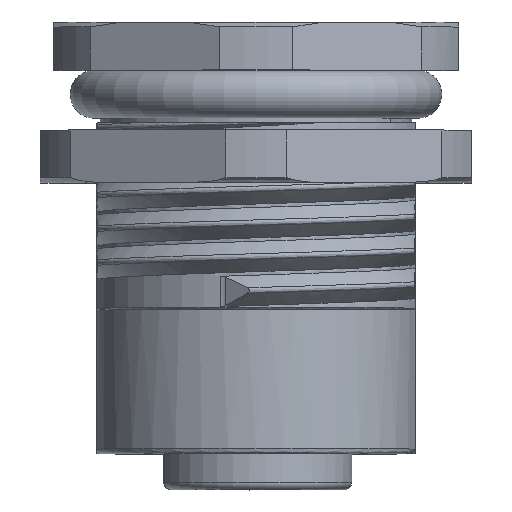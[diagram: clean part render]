
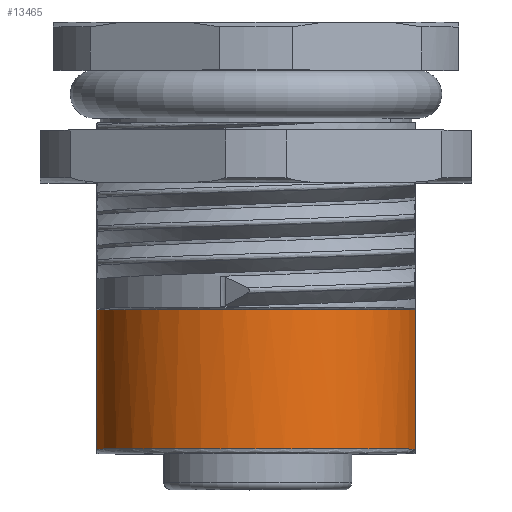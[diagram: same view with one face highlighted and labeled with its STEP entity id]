
A CAD part, top view. The second image highlights one B-rep face of the part: STEP entity #13465.
In plain terms, the highlighted cylindrical face has radius 6.75 mm (diameter 13.5 mm), a partial arc.
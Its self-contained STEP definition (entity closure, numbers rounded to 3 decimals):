
#1899=CARTESIAN_POINT('',(6.639,-10.,1.217));
#1900=CARTESIAN_POINT('',(6.602,-10.,1.422));
#1901=CARTESIAN_POINT('',(6.508,-10.,1.829));
#1902=CARTESIAN_POINT('',(6.311,-10.,2.422));
#1903=CARTESIAN_POINT('',(6.059,-10.,2.996));
#1904=CARTESIAN_POINT('',(5.756,-10.,3.544));
#1905=CARTESIAN_POINT('',(5.404,-10.,4.061));
#1906=CARTESIAN_POINT('',(5.005,-10.,4.544));
#1907=CARTESIAN_POINT('',(4.563,-10.,4.987));
#1908=CARTESIAN_POINT('',(4.082,-10.,5.388));
#1909=CARTESIAN_POINT('',(3.567,-10.,5.742));
#1910=CARTESIAN_POINT('',(3.02,-10.,6.047));
#1911=CARTESIAN_POINT('',(2.448,-10.,6.301));
#1912=CARTESIAN_POINT('',(1.855,-10.,6.5));
#1913=CARTESIAN_POINT('',(1.245,-10.,6.644));
#1914=CARTESIAN_POINT('',(0.625,-10.,
6.731));
#1915=CARTESIAN_POINT('',(0.,-10.,
6.76));
#1916=CARTESIAN_POINT('',(-0.625,-10.,
6.731));
#1917=CARTESIAN_POINT('',(-1.245,-10.,
6.644));
#1918=CARTESIAN_POINT('',(-1.855,-10.,
6.5));
#1919=CARTESIAN_POINT('',(-2.448,-10.,
6.301));
#1920=CARTESIAN_POINT('',(-3.02,-10.,
6.047));
#1921=CARTESIAN_POINT('',(-3.567,-10.,
5.742));
#1922=CARTESIAN_POINT('',(-4.082,-10.,
5.388));
#1923=CARTESIAN_POINT('',(-4.563,-10.,
4.987));
#1924=CARTESIAN_POINT('',(-5.005,-10.,
4.544));
#1925=CARTESIAN_POINT('',(-5.404,-10.,
4.061));
#1926=CARTESIAN_POINT('',(-5.756,-10.,
3.544));
#1927=CARTESIAN_POINT('',(-6.059,-10.,
2.996));
#1928=CARTESIAN_POINT('',(-6.311,-10.,
2.422));
#1929=CARTESIAN_POINT('',(-6.508,-10.,
1.829));
#1930=CARTESIAN_POINT('',(-6.602,-10.,
1.422));
#1931=CARTESIAN_POINT('',(-6.639,-10.,1.217));
#1933=CARTESIAN_POINT('',(0.,-15.8,0.));
#1934=DIRECTION('',(0.,-1.,0.));
#1935=DIRECTION('',(0.984,0.,0.18));
#1936=AXIS2_PLACEMENT_3D('',#1933,#1934,#1935);
#1938=DIRECTION('',(0.,-1.,0.));
#1939=VECTOR('',#1938,5.8);
#1940=CARTESIAN_POINT('',(-6.639,-10.,
1.217));
#1941=LINE('',#1940,#1939);
#1942=DIRECTION('',(0.,-1.,0.));
#1943=VECTOR('',#1942,5.8);
#1944=CARTESIAN_POINT('',(6.639,-10.,1.217));
#1945=LINE('',#1944,#1943);
#9523=VERTEX_POINT('',#1899);
#9524=VERTEX_POINT('',#1931);
#9630=CARTESIAN_POINT('',(6.639,-15.8,1.217));
#9631=CARTESIAN_POINT('',(-6.639,-15.8,1.217));
#9632=VERTEX_POINT('',#9630);
#9633=VERTEX_POINT('',#9631);
#13453=CARTESIAN_POINT('',(0.,-10.,0.));
#13454=DIRECTION('',(0.,-1.,0.));
#13455=DIRECTION('',(0.866,0.,0.5));
#13456=AXIS2_PLACEMENT_3D('',#13453,#13454,#13455);
#13457=CYLINDRICAL_SURFACE('',#13456,6.75);
#13459=ORIENTED_EDGE('',*,*,#13458,.T.);
#13460=ORIENTED_EDGE('',*,*,#12394,.F.);
#13461=ORIENTED_EDGE('',*,*,#13447,.F.);
#13462=ORIENTED_EDGE('',*,*,#12224,.T.);
#13463=EDGE_LOOP('',(#13459,#13460,#13461,#13462));
#13464=FACE_OUTER_BOUND('',#13463,.F.);
#1932=B_SPLINE_CURVE_WITH_KNOTS('',3,(#1899,#1900,#1901,#1902,#1903,#1904,#1905,
#1906,#1907,#1908,#1909,#1910,#1911,#1912,#1913,#1914,#1915,#1916,#1917,#1918,
#1919,#1920,#1921,#1922,#1923,#1924,#1925,#1926,#1927,#1928,#1929,#1930,#1931),
.UNSPECIFIED.,.F.,.F.,(4,1,1,1,1,1,1,1,1,1,1,1,1,1,1,1,1,1,1,1,1,1,1,1,1,1,1,1,
1,1,4),(0.,0.033,0.067,0.1,0.133,
0.167,0.2,0.233,0.267,0.3,
0.333,0.367,0.4,0.433,0.467,
0.5,0.533,0.567,0.6,0.633,
0.667,0.7,0.733,0.767,0.8,
0.833,0.867,0.9,0.933,0.967,
1.),.UNSPECIFIED.);
#1937=CIRCLE('',#1936,6.75);
#12224=EDGE_CURVE('',#9523,#9632,#1945,.T.);
#12394=EDGE_CURVE('',#9524,#9633,#1941,.T.);
#13447=EDGE_CURVE('',#9523,#9524,#1932,.T.);
#13458=EDGE_CURVE('',#9632,#9633,#1937,.T.);
#13465=ADVANCED_FACE('',(#13464),#13457,.T.);
